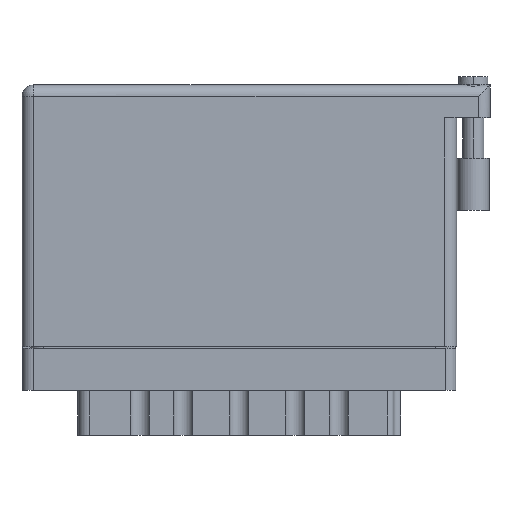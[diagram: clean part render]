
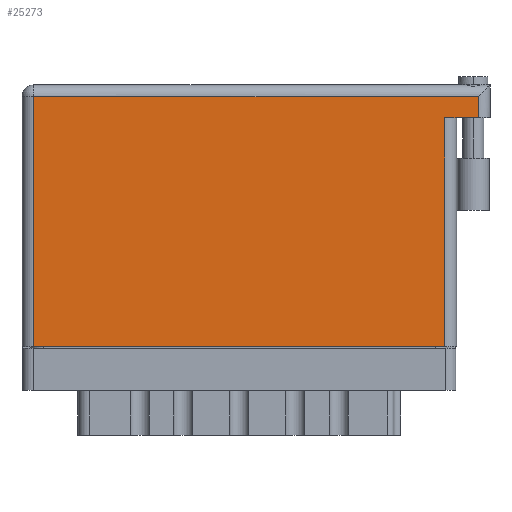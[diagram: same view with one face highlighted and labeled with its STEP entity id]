
A CAD part, front view. The second image highlights one B-rep face of the part: STEP entity #25273.
In plain terms, the highlighted face is planar.
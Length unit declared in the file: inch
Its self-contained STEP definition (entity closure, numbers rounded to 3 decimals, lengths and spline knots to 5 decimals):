
#208 = VECTOR ( 'NONE', #31325, 39.37008 ) ;
#303 = LINE ( 'NONE', #42354, #5410 ) ;
#1565 = LINE ( 'NONE', #31071, #41433 ) ;
#2175 = DIRECTION ( 'NONE',  ( 0., 0., -1. ) ) ;
#3162 = VERTEX_POINT ( 'NONE', #21363 ) ;
#4227 = AXIS2_PLACEMENT_3D ( 'NONE', #14386, #2175, #6302 ) ;
#4393 = EDGE_CURVE ( 'NONE', #52046, #14440, #11065, .T. ) ;
#4475 = DIRECTION ( 'NONE',  ( -1., 0., 0. ) ) ;
#5410 = VECTOR ( 'NONE', #25966, 39.37008 ) ;
#6302 = DIRECTION ( 'NONE',  ( -1., 0., 0. ) ) ;
#11065 = LINE ( 'NONE', #27188, #208 ) ;
#11098 = ORIENTED_EDGE ( 'NONE', *, *, #4393, .T. ) ;
#11618 = EDGE_LOOP ( 'NONE', ( #16948, #37908, #45773, #11098, #28323, #20295 ) ) ;
#14386 = CARTESIAN_POINT ( 'NONE',  ( 0., 1.566, 0. ) ) ;
#14440 = VERTEX_POINT ( 'NONE', #52333 ) ;
#16948 = ORIENTED_EDGE ( 'NONE', *, *, #20520, .T. ) ;
#17405 = VERTEX_POINT ( 'NONE', #34140 ) ;
#18739 = EDGE_CURVE ( 'NONE', #14440, #3162, #303, .T. ) ;
#19960 = LINE ( 'NONE', #22217, #43782 ) ;
#20295 = ORIENTED_EDGE ( 'NONE', *, *, #35138, .T. ) ;
#20520 = EDGE_CURVE ( 'NONE', #48013, #17405, #19960, .T. ) ;
#21363 = CARTESIAN_POINT ( 'NONE',  ( 0.07, 1.496, 0. ) ) ;
#22217 = CARTESIAN_POINT ( 'NONE',  ( 0., 0., 0. ) ) ;
#22658 = PLANE ( 'NONE',  #4227 ) ;
#25273 = ADVANCED_FACE ( 'NONE', ( #38759 ), #22658, .F. ) ;
#25966 = DIRECTION ( 'NONE',  ( -1., 0., 0. ) ) ;
#27188 = CARTESIAN_POINT ( 'NONE',  ( 2.73, 1.566, 0. ) ) ;
#27545 = VECTOR ( 'NONE', #4475, 39.37008 ) ;
#28323 = ORIENTED_EDGE ( 'NONE', *, *, #18739, .T. ) ;
#28830 = EDGE_CURVE ( 'NONE', #17405, #29930, #35514, .T. ) ;
#29930 = VERTEX_POINT ( 'NONE', #45522 ) ;
#30545 = DIRECTION ( 'NONE',  ( 0., -1., 0. ) ) ;
#31071 = CARTESIAN_POINT ( 'NONE',  ( 0.07, 0., 0. ) ) ;
#31325 = DIRECTION ( 'NONE',  ( 0., 1., 0. ) ) ;
#31408 = LINE ( 'NONE', #49474, #27545 ) ;
#31891 = CARTESIAN_POINT ( 'NONE',  ( 2.53, 1.369, 0. ) ) ;
#34140 = CARTESIAN_POINT ( 'NONE',  ( 2.53, 0., 0. ) ) ;
#35138 = EDGE_CURVE ( 'NONE', #3162, #48013, #1565, .T. ) ;
#35514 = LINE ( 'NONE', #31891, #43277 ) ;
#37908 = ORIENTED_EDGE ( 'NONE', *, *, #28830, .T. ) ;
#38759 = FACE_OUTER_BOUND ( 'NONE', #11618, .T. ) ;
#41433 = VECTOR ( 'NONE', #30545, 39.37008 ) ;
#42258 = CARTESIAN_POINT ( 'NONE',  ( 0.07, 0., 0. ) ) ;
#42354 = CARTESIAN_POINT ( 'NONE',  ( 0., 1.496, 0. ) ) ;
#43277 = VECTOR ( 'NONE', #48307, 39.37008 ) ;
#43782 = VECTOR ( 'NONE', #43944, 39.37008 ) ;
#43944 = DIRECTION ( 'NONE',  ( 1., 0., 0. ) ) ;
#45522 = CARTESIAN_POINT ( 'NONE',  ( 2.53, 1.369, 0. ) ) ;
#45773 = ORIENTED_EDGE ( 'NONE', *, *, #52970, .F. ) ;
#48013 = VERTEX_POINT ( 'NONE', #42258 ) ;
#48307 = DIRECTION ( 'NONE',  ( 0., 1., 0. ) ) ;
#49474 = CARTESIAN_POINT ( 'NONE',  ( 2.8, 1.369, 0. ) ) ;
#52046 = VERTEX_POINT ( 'NONE', #52829 ) ;
#52333 = CARTESIAN_POINT ( 'NONE',  ( 2.73, 1.496, 0. ) ) ;
#52829 = CARTESIAN_POINT ( 'NONE',  ( 2.73, 1.369, 0. ) ) ;
#52970 = EDGE_CURVE ( 'NONE', #52046, #29930, #31408, .T. ) ;
